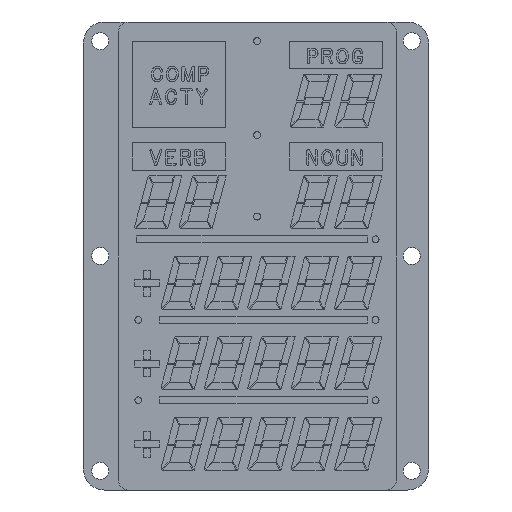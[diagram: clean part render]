
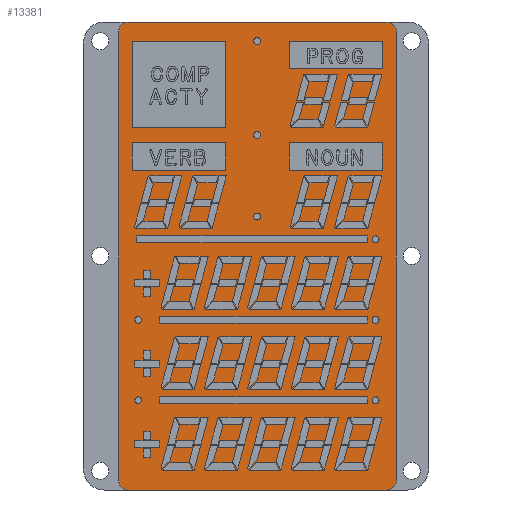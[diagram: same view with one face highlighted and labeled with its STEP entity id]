
A CAD part, front view. The second image highlights one B-rep face of the part: STEP entity #13381.
In plain terms, the highlighted planar face has unit normal (0, -1, 0).
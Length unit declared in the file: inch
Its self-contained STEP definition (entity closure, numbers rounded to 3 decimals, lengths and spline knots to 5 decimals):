
#1405=CIRCLE('',#14256,0.09);
#1407=CIRCLE('',#14260,0.09);
#1409=CIRCLE('',#14264,0.09);
#1411=CIRCLE('',#14268,0.09);
#1772=FACE_OUTER_BOUND('',#2560,.T.);
#2560=EDGE_LOOP('',(#9656,#9657,#9658,#9659,#9660,#9661,#9662,#9663));
#3524=LINE('',#17458,#4662);
#3531=LINE('',#17474,#4669);
#3534=LINE('',#17485,#4672);
#3539=LINE('',#17497,#4677);
#4662=VECTOR('',#15334,0.3937);
#4669=VECTOR('',#15349,0.3937);
#4672=VECTOR('',#15360,0.3937);
#4677=VECTOR('',#15373,0.3937);
#5707=VERTEX_POINT('',#17443);
#5708=VERTEX_POINT('',#17444);
#5713=VERTEX_POINT('',#17456);
#5715=VERTEX_POINT('',#17464);
#5718=VERTEX_POINT('',#17472);
#5719=VERTEX_POINT('',#17476);
#5720=VERTEX_POINT('',#17477);
#5723=VERTEX_POINT('',#17488);
#7178=EDGE_CURVE('',#5707,#5708,#1405,.T.);
#7185=EDGE_CURVE('',#5713,#5707,#3524,.T.);
#7189=EDGE_CURVE('',#5715,#5713,#1407,.T.);
#7194=EDGE_CURVE('',#5718,#5715,#3531,.T.);
#7195=EDGE_CURVE('',#5719,#5720,#1409,.T.);
#7199=EDGE_CURVE('',#5708,#5719,#3534,.T.);
#7201=EDGE_CURVE('',#5723,#5718,#1411,.T.);
#7206=EDGE_CURVE('',#5720,#5723,#3539,.T.);
#9656=ORIENTED_EDGE('',*,*,#7178,.F.);
#9657=ORIENTED_EDGE('',*,*,#7185,.F.);
#9658=ORIENTED_EDGE('',*,*,#7189,.F.);
#9659=ORIENTED_EDGE('',*,*,#7194,.F.);
#9660=ORIENTED_EDGE('',*,*,#7201,.F.);
#9661=ORIENTED_EDGE('',*,*,#7206,.F.);
#9662=ORIENTED_EDGE('',*,*,#7195,.F.);
#9663=ORIENTED_EDGE('',*,*,#7199,.F.);
#13008=PLANE('',#14281);
#13381=ADVANCED_FACE('',(#1772),#13008,.F.);
#14256=AXIS2_PLACEMENT_3D('',#17445,#15323,#15324);
#14260=AXIS2_PLACEMENT_3D('',#17465,#15340,#15341);
#14264=AXIS2_PLACEMENT_3D('',#17478,#15352,#15353);
#14268=AXIS2_PLACEMENT_3D('',#17489,#15364,#15365);
#14281=AXIS2_PLACEMENT_3D('',#17517,#15401,#15402);
#15323=DIRECTION('center_axis',(0.,1.,0.));
#15324=DIRECTION('ref_axis',(-0.707,0.,-0.707));
#15334=DIRECTION('',(-1.,0.,0.));
#15340=DIRECTION('center_axis',(0.,1.,0.));
#15341=DIRECTION('ref_axis',(0.707,0.,-0.707));
#15349=DIRECTION('',(0.,0.,-1.));
#15352=DIRECTION('center_axis',(0.,1.,0.));
#15353=DIRECTION('ref_axis',(-0.707,0.,0.707));
#15360=DIRECTION('',(0.,0.,1.));
#15364=DIRECTION('center_axis',(0.,1.,0.));
#15365=DIRECTION('ref_axis',(0.707,0.,0.707));
#15373=DIRECTION('',(1.,0.,0.));
#15401=DIRECTION('center_axis',(0.,1.,0.));
#15402=DIRECTION('ref_axis',(1.,0.,0.));
#17443=CARTESIAN_POINT('',(-0.0806,0.01,-0.12902));
#17444=CARTESIAN_POINT('',(-0.1706,0.01,-0.03902));
#17445=CARTESIAN_POINT('Origin',(-0.0806,0.01,-0.03902));
#17456=CARTESIAN_POINT('',(2.36074,0.01,-0.12902));
#17458=CARTESIAN_POINT('',(2.45074,0.01,-0.12902));
#17464=CARTESIAN_POINT('',(2.45074,0.01,-0.03902));
#17465=CARTESIAN_POINT('Origin',(2.36074,0.01,-0.03902));
#17472=CARTESIAN_POINT('',(2.45074,0.01,4.20098));
#17474=CARTESIAN_POINT('',(2.45074,0.01,4.29098));
#17476=CARTESIAN_POINT('',(-0.1706,0.01,4.20098));
#17477=CARTESIAN_POINT('',(-0.0806,0.01,4.29098));
#17478=CARTESIAN_POINT('Origin',(-0.0806,0.01,4.20098));
#17485=CARTESIAN_POINT('',(-0.1706,0.01,-0.12902));
#17488=CARTESIAN_POINT('',(2.36074,0.01,4.29098));
#17489=CARTESIAN_POINT('Origin',(2.36074,0.01,4.20098));
#17497=CARTESIAN_POINT('',(-0.1706,0.01,4.29098));
#17517=CARTESIAN_POINT('Origin',(1.14007,0.01,2.08098));
